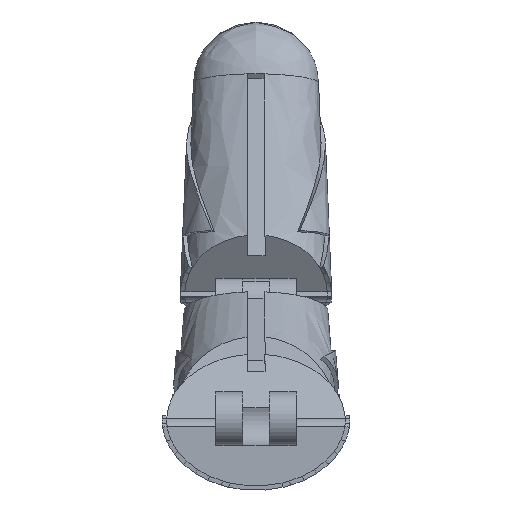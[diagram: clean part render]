
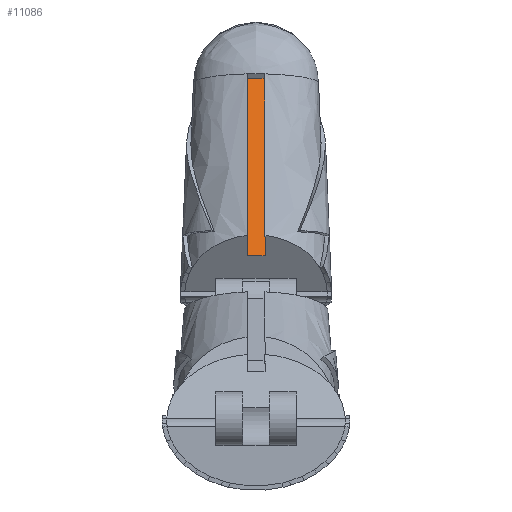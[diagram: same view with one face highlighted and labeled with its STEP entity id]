
A CAD part, front view. The second image highlights one B-rep face of the part: STEP entity #11086.
In plain terms, the highlighted face is planar.
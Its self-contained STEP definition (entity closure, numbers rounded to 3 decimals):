
#709 = ORIENTED_EDGE ( 'NONE', *, *, #5577, .T. ) ;
#889 = LINE ( 'NONE', #13569, #4050 ) ;
#2059 = ORIENTED_EDGE ( 'NONE', *, *, #16834, .F. ) ;
#2419 = CARTESIAN_POINT ( 'NONE',  ( 1.024, 4.325, 3.325 ) ) ;
#2865 = CARTESIAN_POINT ( 'NONE',  ( -0.976, 26.353, 2.444 ) ) ;
#3907 = EDGE_CURVE ( 'NONE', #16714, #12332, #11192, .T. ) ;
#4050 = VECTOR ( 'NONE', #12102, 1000. ) ;
#5577 = EDGE_CURVE ( 'NONE', #16509, #16714, #889, .T. ) ;
#6288 = CARTESIAN_POINT ( 'NONE',  ( -0.976, 4.325, 3.325 ) ) ;
#7288 = VECTOR ( 'NONE', #12853, 1000. ) ;
#7553 = VECTOR ( 'NONE', #8340, 1000. ) ;
#8340 = DIRECTION ( 'NONE',  ( 0., -0.999, 0.04 ) ) ;
#8482 = DIRECTION ( 'NONE',  ( 0., 0.04, 0.999 ) ) ;
#8667 = ORIENTED_EDGE ( 'NONE', *, *, #3907, .T. ) ;
#9431 = VERTEX_POINT ( 'NONE', #2419 ) ;
#9764 = CARTESIAN_POINT ( 'NONE',  ( 1.024, 26.353, 2.444 ) ) ;
#10747 = AXIS2_PLACEMENT_3D ( 'NONE', #2865, #8482, #14086 ) ;
#11086 = ADVANCED_FACE ( 'NONE', ( #15466 ), #17025, .T. ) ;
#11192 = LINE ( 'NONE', #12570, #7553 ) ;
#11471 = LINE ( 'NONE', #16994, #7288 ) ;
#12102 = DIRECTION ( 'NONE',  ( -1., 0., 0. ) ) ;
#12332 = VERTEX_POINT ( 'NONE', #6288 ) ;
#12570 = CARTESIAN_POINT ( 'NONE',  ( -0.976, 26.353, 2.444 ) ) ;
#12853 = DIRECTION ( 'NONE',  ( 1., 0., 0. ) ) ;
#13426 = CARTESIAN_POINT ( 'NONE',  ( 1.024, 25., 2.499 ) ) ;
#13569 = CARTESIAN_POINT ( 'NONE',  ( 7., 25., 2.499 ) ) ;
#13898 = LINE ( 'NONE', #9764, #16774 ) ;
#14086 = DIRECTION ( 'NONE',  ( 0., -0.999, 0.04 ) ) ;
#14258 = DIRECTION ( 'NONE',  ( 0., -0.999, 0.04 ) ) ;
#15466 = FACE_OUTER_BOUND ( 'NONE', #17716, .T. ) ;
#16096 = EDGE_CURVE ( 'NONE', #12332, #9431, #11471, .T. ) ;
#16226 = ORIENTED_EDGE ( 'NONE', *, *, #16096, .T. ) ;
#16509 = VERTEX_POINT ( 'NONE', #13426 ) ;
#16714 = VERTEX_POINT ( 'NONE', #17749 ) ;
#16774 = VECTOR ( 'NONE', #14258, 1000. ) ;
#16834 = EDGE_CURVE ( 'NONE', #16509, #9431, #13898, .T. ) ;
#16994 = CARTESIAN_POINT ( 'NONE',  ( -8.024, 4.325, 3.325 ) ) ;
#17025 = PLANE ( 'NONE',  #10747 ) ;
#17716 = EDGE_LOOP ( 'NONE', ( #16226, #2059, #709, #8667 ) ) ;
#17749 = CARTESIAN_POINT ( 'NONE',  ( -0.976, 25., 2.499 ) ) ;
